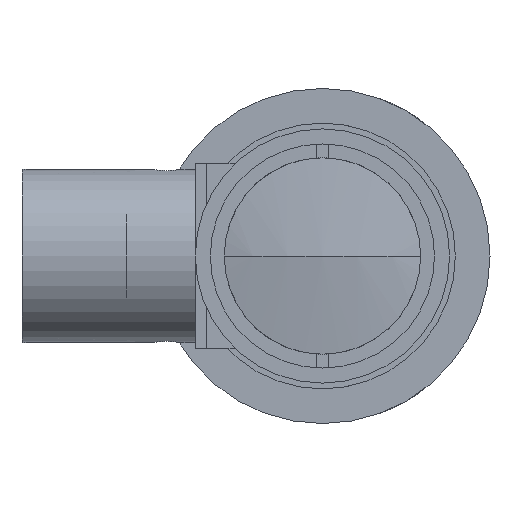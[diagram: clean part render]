
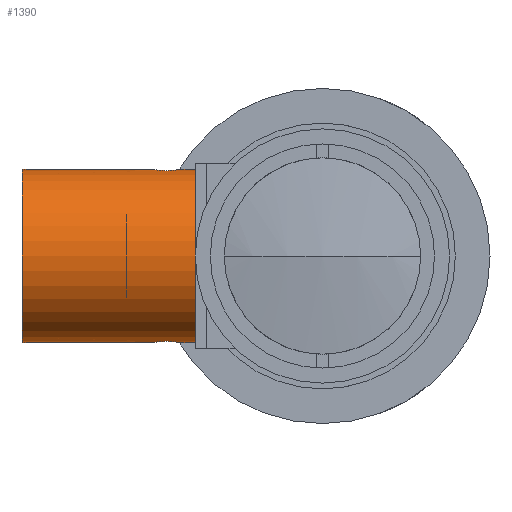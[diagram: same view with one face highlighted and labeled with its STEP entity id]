
A CAD part, left-side view. The second image highlights one B-rep face of the part: STEP entity #1390.
In plain terms, the highlighted cylindrical face has radius 7.5 mm (diameter 15 mm), a partial arc.
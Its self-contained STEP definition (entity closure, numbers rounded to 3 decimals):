
#6 = DIRECTION ( 'NONE',  ( 0., 0., 1. ) ) ;
#25 = VERTEX_POINT ( 'NONE', #2487 ) ;
#60 = CARTESIAN_POINT ( 'NONE',  ( 74.54, 11., 7.5 ) ) ;
#76 = DIRECTION ( 'NONE',  ( 0., 1., 0. ) ) ;
#77 = CARTESIAN_POINT ( 'NONE',  ( 74.54, 11., -7.5 ) ) ;
#89 = CARTESIAN_POINT ( 'NONE',  ( 73.772, 12.5, 7.461 ) ) ;
#103 = CARTESIAN_POINT ( 'NONE',  ( 74.21, 14.717, 7.494 ) ) ;
#136 = LINE ( 'NONE', #3081, #1997 ) ;
#154 = VERTEX_POINT ( 'NONE', #1032 ) ;
#240 = DIRECTION ( 'NONE',  ( 0., 1., 0. ) ) ;
#252 = CARTESIAN_POINT ( 'NONE',  ( 73.541, 12.732, -7.434 ) ) ;
#253 = DIRECTION ( 'NONE',  ( 0., -1., 0. ) ) ;
#305 = VERTEX_POINT ( 'NONE', #864 ) ;
#327 = VERTEX_POINT ( 'NONE', #3175 ) ;
#344 = CARTESIAN_POINT ( 'NONE',  ( 73.546, 12.737, 7.434 ) ) ;
#352 = CARTESIAN_POINT ( 'NONE',  ( 74.54, 14.75, 7.5 ) ) ;
#394 = CARTESIAN_POINT ( 'NONE',  ( 74.54, 11., 7.5 ) ) ;
#406 = VECTOR ( 'NONE', #557, 1000. ) ;
#473 = CARTESIAN_POINT ( 'NONE',  ( 74.212, 12.283, 7.494 ) ) ;
#480 = LINE ( 'NONE', #60, #406 ) ;
#485 = CARTESIAN_POINT ( 'NONE',  ( 73.911, 14.592, -7.475 ) ) ;
#498 = CARTESIAN_POINT ( 'NONE',  ( 73.91, 12.408, -7.475 ) ) ;
#557 = DIRECTION ( 'NONE',  ( 0., 1., 0. ) ) ;
#586 = CARTESIAN_POINT ( 'NONE',  ( 73.417, 12.944, 7.416 ) ) ;
#621 = ORIENTED_EDGE ( 'NONE', *, *, #2841, .T. ) ;
#622 = CARTESIAN_POINT ( 'NONE',  ( 74.54, 26., 7.5 ) ) ;
#691 = B_SPLINE_CURVE_WITH_KNOTS ( 'NONE', 3,
 ( #970, #2265, #2006, #485, #2273, #740, #2531, #979, #2794, #1261, #3045, #1512, #3310, #1775, #252, #2020, #498, #2288, #746, #2544 ),
 .UNSPECIFIED., .F., .F.,
 ( 4, 2, 2, 2, 2, 2, 2, 2, 2, 4 ),
 ( 0.004, 0.004, 0.005, 0.005, 0.005, 0.006, 0.006, 0.007, 0.007, 0.008 ),
 .UNSPECIFIED. ) ;
#715 = CIRCLE ( 'NONE', #1830, 7.5 ) ;
#740 = CARTESIAN_POINT ( 'NONE',  ( 73.599, 14.327, -7.441 ) ) ;
#746 = CARTESIAN_POINT ( 'NONE',  ( 74.375, 12.25, -7.5 ) ) ;
#772 = EDGE_CURVE ( 'NONE', #154, #305, #1326, .T. ) ;
#818 = ORIENTED_EDGE ( 'NONE', *, *, #772, .F. ) ;
#839 = CARTESIAN_POINT ( 'NONE',  ( 73.29, 13.334, 7.395 ) ) ;
#864 = CARTESIAN_POINT ( 'NONE',  ( 74.54, 26., -7.5 ) ) ;
#924 = ORIENTED_EDGE ( 'NONE', *, *, #2039, .T. ) ;
#970 = CARTESIAN_POINT ( 'NONE',  ( 74.54, 14.75, -7.5 ) ) ;
#979 = CARTESIAN_POINT ( 'NONE',  ( 73.456, 14.127, -7.421 ) ) ;
#1032 = CARTESIAN_POINT ( 'NONE',  ( 74.54, 14.75, -7.5 ) ) ;
#1054 = ORIENTED_EDGE ( 'NONE', *, *, #3088, .F. ) ;
#1060 = EDGE_CURVE ( 'NONE', #1124, #2737, #2019, .T. ) ;
#1092 = CARTESIAN_POINT ( 'NONE',  ( 73.323, 13.827, 7.401 ) ) ;
#1124 = VERTEX_POINT ( 'NONE', #1393 ) ;
#1238 = CARTESIAN_POINT ( 'NONE',  ( 74.377, 12.25, 7.5 ) ) ;
#1258 = DIRECTION ( 'NONE',  ( 0., 0., -1. ) ) ;
#1261 = CARTESIAN_POINT ( 'NONE',  ( 73.323, 13.828, -7.401 ) ) ;
#1264 = ORIENTED_EDGE ( 'NONE', *, *, #3317, .T. ) ;
#1273 = AXIS2_PLACEMENT_3D ( 'NONE', #2793, #240, #1258 ) ;
#1317 = VECTOR ( 'NONE', #76, 1000. ) ;
#1326 = LINE ( 'NONE', #77, #2599 ) ;
#1371 = CARTESIAN_POINT ( 'NONE',  ( 73.541, 14.268, 7.434 ) ) ;
#1390 = ADVANCED_FACE ( 'NONE', ( #3156 ), #1807, .T. ) ;
#1391 = ORIENTED_EDGE ( 'NONE', *, *, #1060, .T. ) ;
#1393 = CARTESIAN_POINT ( 'NONE',  ( 74.54, 12.25, 7.5 ) ) ;
#1476 = LINE ( 'NONE', #3125, #1317 ) ;
#1512 = CARTESIAN_POINT ( 'NONE',  ( 73.29, 13.336, -7.395 ) ) ;
#1530 = DIRECTION ( 'NONE',  ( 0., -1., 0. ) ) ;
#1574 = EDGE_CURVE ( 'NONE', #327, #25, #136, .T. ) ;
#1618 = CARTESIAN_POINT ( 'NONE',  ( 73.91, 14.592, 7.475 ) ) ;
#1730 = VERTEX_POINT ( 'NONE', #622 ) ;
#1775 = CARTESIAN_POINT ( 'NONE',  ( 73.448, 12.871, -7.42 ) ) ;
#1776 = CARTESIAN_POINT ( 'NONE',  ( 74.54, 11., 0. ) ) ;
#1807 = CYLINDRICAL_SURFACE ( 'NONE', #1273, 7.5 ) ;
#1812 = VERTEX_POINT ( 'NONE', #394 ) ;
#1830 = AXIS2_PLACEMENT_3D ( 'NONE', #3058, #1530, #6 ) ;
#1832 = DIRECTION ( 'NONE',  ( 0., 1., 0. ) ) ;
#1862 = CARTESIAN_POINT ( 'NONE',  ( 73.599, 12.673, 7.441 ) ) ;
#1875 = CARTESIAN_POINT ( 'NONE',  ( 74.375, 14.75, 7.5 ) ) ;
#1997 = VECTOR ( 'NONE', #1832, 1000. ) ;
#2006 = CARTESIAN_POINT ( 'NONE',  ( 74.212, 14.717, -7.494 ) ) ;
#2019 = B_SPLINE_CURVE_WITH_KNOTS ( 'NONE', 3,
 ( #3296, #1238, #473, #2790, #89, #1862, #344, #2120, #586, #2378, #839, #2638, #1092, #2898, #1371, #3145, #1618, #103, #1875, #352 ),
 .UNSPECIFIED., .F., .F.,
 ( 4, 2, 2, 2, 2, 2, 2, 2, 2, 4 ),
 ( 0.004, 0.004, 0.005, 0.005, 0.005, 0.006, 0.006, 0.007, 0.007, 0.008 ),
 .UNSPECIFIED. ) ;
#2020 = CARTESIAN_POINT ( 'NONE',  ( 73.77, 12.502, -7.461 ) ) ;
#2021 = DIRECTION ( 'NONE',  ( 0., 0., 1. ) ) ;
#2039 = EDGE_CURVE ( 'NONE', #1730, #305, #715, .T. ) ;
#2120 = CARTESIAN_POINT ( 'NONE',  ( 73.456, 12.873, 7.421 ) ) ;
#2166 = EDGE_CURVE ( 'NONE', #1812, #1124, #480, .T. ) ;
#2223 = CARTESIAN_POINT ( 'NONE',  ( 74.54, 14.75, 7.5 ) ) ;
#2243 = EDGE_LOOP ( 'NONE', ( #1054, #3216, #1391, #1264, #924, #818, #621, #2744 ) ) ;
#2265 = CARTESIAN_POINT ( 'NONE',  ( 74.377, 14.75, -7.5 ) ) ;
#2273 = CARTESIAN_POINT ( 'NONE',  ( 73.772, 14.5, -7.461 ) ) ;
#2288 = CARTESIAN_POINT ( 'NONE',  ( 74.21, 12.283, -7.494 ) ) ;
#2378 = CARTESIAN_POINT ( 'NONE',  ( 73.323, 13.172, 7.401 ) ) ;
#2445 = AXIS2_PLACEMENT_3D ( 'NONE', #1776, #253, #2021 ) ;
#2487 = CARTESIAN_POINT ( 'NONE',  ( 74.54, 12.25, -7.5 ) ) ;
#2531 = CARTESIAN_POINT ( 'NONE',  ( 73.546, 14.263, -7.434 ) ) ;
#2544 = CARTESIAN_POINT ( 'NONE',  ( 74.54, 12.25, -7.5 ) ) ;
#2599 = VECTOR ( 'NONE', #2628, 1000. ) ;
#2628 = DIRECTION ( 'NONE',  ( 0., 1., 0. ) ) ;
#2638 = CARTESIAN_POINT ( 'NONE',  ( 73.29, 13.664, 7.395 ) ) ;
#2737 = VERTEX_POINT ( 'NONE', #2223 ) ;
#2744 = ORIENTED_EDGE ( 'NONE', *, *, #1574, .F. ) ;
#2790 = CARTESIAN_POINT ( 'NONE',  ( 73.911, 12.408, 7.475 ) ) ;
#2793 = CARTESIAN_POINT ( 'NONE',  ( 74.54, 11., 0. ) ) ;
#2794 = CARTESIAN_POINT ( 'NONE',  ( 73.417, 14.056, -7.416 ) ) ;
#2841 = EDGE_CURVE ( 'NONE', #154, #25, #691, .T. ) ;
#2898 = CARTESIAN_POINT ( 'NONE',  ( 73.448, 14.129, 7.42 ) ) ;
#3045 = CARTESIAN_POINT ( 'NONE',  ( 73.29, 13.666, -7.395 ) ) ;
#3058 = CARTESIAN_POINT ( 'NONE',  ( 74.54, 26., 0. ) ) ;
#3081 = CARTESIAN_POINT ( 'NONE',  ( 74.54, 11., -7.5 ) ) ;
#3088 = EDGE_CURVE ( 'NONE', #1812, #327, #3235, .T. ) ;
#3125 = CARTESIAN_POINT ( 'NONE',  ( 74.54, 11., 7.5 ) ) ;
#3145 = CARTESIAN_POINT ( 'NONE',  ( 73.77, 14.498, 7.461 ) ) ;
#3156 = FACE_OUTER_BOUND ( 'NONE', #2243, .T. ) ;
#3175 = CARTESIAN_POINT ( 'NONE',  ( 74.54, 11., -7.5 ) ) ;
#3216 = ORIENTED_EDGE ( 'NONE', *, *, #2166, .T. ) ;
#3235 = CIRCLE ( 'NONE', #2445, 7.5 ) ;
#3296 = CARTESIAN_POINT ( 'NONE',  ( 74.54, 12.25, 7.5 ) ) ;
#3310 = CARTESIAN_POINT ( 'NONE',  ( 73.323, 13.173, -7.401 ) ) ;
#3317 = EDGE_CURVE ( 'NONE', #2737, #1730, #1476, .T. ) ;
